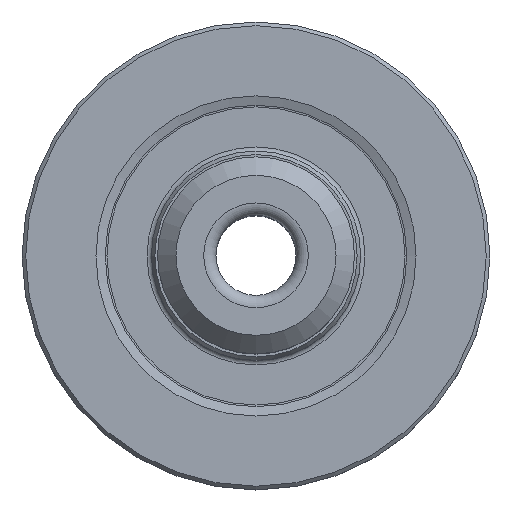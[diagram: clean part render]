
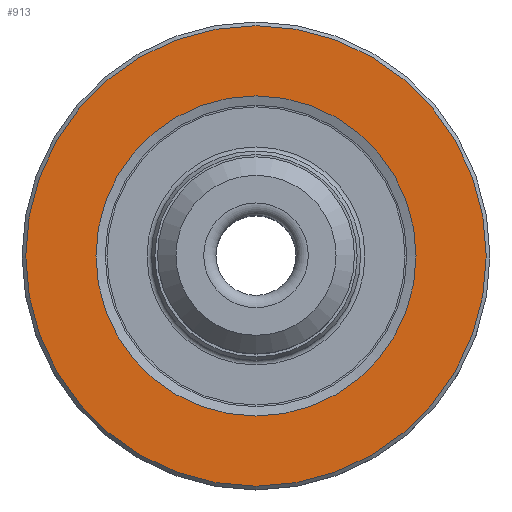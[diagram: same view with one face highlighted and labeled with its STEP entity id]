
A CAD part, top view. The second image highlights one B-rep face of the part: STEP entity #913.
In plain terms, the highlighted planar face has unit normal (0, 0, 1).
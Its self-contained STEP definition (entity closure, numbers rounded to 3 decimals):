
#24=PLANE('',#994);
#105=ORIENTED_EDGE('',*,*,#183,.F.);
#106=ORIENTED_EDGE('',*,*,#184,.T.);
#183=EDGE_CURVE('',#234,#234,#285,.T.);
#184=EDGE_CURVE('',#235,#235,#286,.T.);
#234=VERTEX_POINT('',#1327);
#235=VERTEX_POINT('',#1330);
#285=CIRCLE('',#993,13.);
#286=CIRCLE('',#995,18.7);
#360=EDGE_LOOP('',(#105));
#361=EDGE_LOOP('',(#106));
#462=FACE_BOUND('',#360,.T.);
#463=FACE_BOUND('',#361,.T.);
#913=ADVANCED_FACE('',(#462,#463),#24,.F.);
#993=AXIS2_PLACEMENT_3D('',#1326,#1145,#1146);
#994=AXIS2_PLACEMENT_3D('',#1328,#1147,#1148);
#995=AXIS2_PLACEMENT_3D('',#1329,#1149,#1150);
#1145=DIRECTION('',(0.,0.,1.));
#1146=DIRECTION('',(1.,0.,0.));
#1147=DIRECTION('',(0.,0.,-1.));
#1148=DIRECTION('',(-1.,0.,0.));
#1149=DIRECTION('',(0.,0.,1.));
#1150=DIRECTION('',(1.,0.,0.));
#1326=CARTESIAN_POINT('',(0.,0.,0.));
#1327=CARTESIAN_POINT('',(13.,0.,0.));
#1328=CARTESIAN_POINT('',(18.7,0.,0.));
#1329=CARTESIAN_POINT('',(0.,0.,0.));
#1330=CARTESIAN_POINT('',(18.7,0.,0.));
